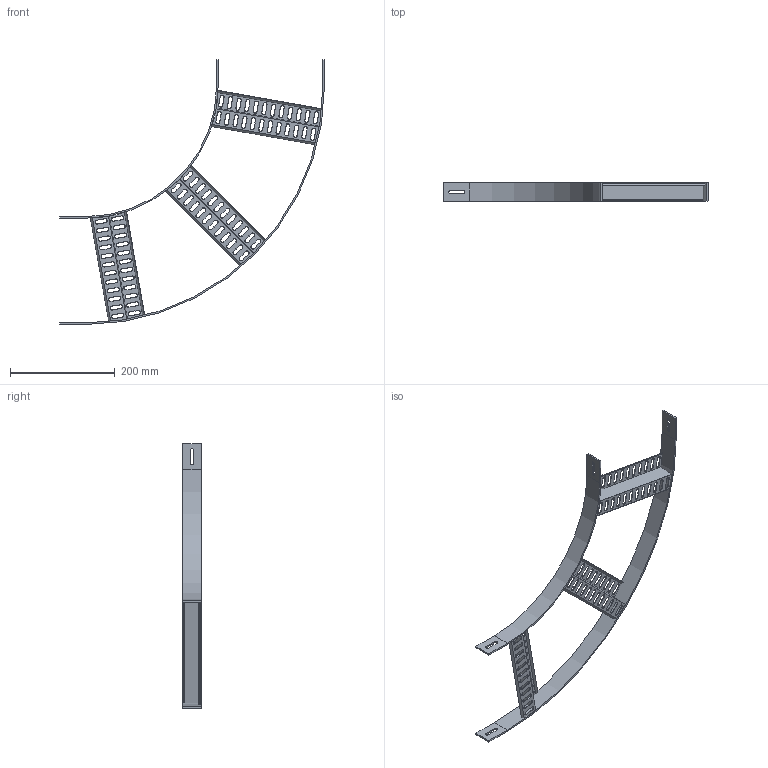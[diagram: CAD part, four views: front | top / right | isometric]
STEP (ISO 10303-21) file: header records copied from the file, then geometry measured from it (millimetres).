
FILE_DESCRIPTION (( 'STEP AP214' ), '1' );
FILE_NAME ('7099224.stp', '2019-06-06T12:27:13', ( '' ), ( '' ), 'SwSTEP 2.0', 'SolidWorks 2018', '' );
FILE_SCHEMA (( 'AUTOMOTIVE_DESIGN' ));
Length unit declared in the file: millimetre
Products named in the file (4): 014682_R250 Innenholm; 014682_R453 Holm; 7099224; 014683_Z-Sprosse-200
Assembly tree (5 placements, depth 2):
  7099224
    014682_R453 Holm
    014682_R250 Innenholm
    014683_Z-Sprosse-200  x3
Bounding box: 506 x 35 x 506 mm (x, y, z)
Volume: 184172.2 mm3; surface area: 202742.3 mm2
Topology: 5 solids, 5 shells, 720 faces, 1838 edges, 1128 vertices
Faces by surface type: plane 356, cylinder 172, cone 144, bspline 48
Entity records: 8894 total; most frequent: CARTESIAN_POINT 2132, ORIENTED_EDGE 1380, DIRECTION 1348, EDGE_CURVE 690, LINE 452, VECTOR 452, AXIS2_PLACEMENT_3D 448, VERTEX_POINT 424
